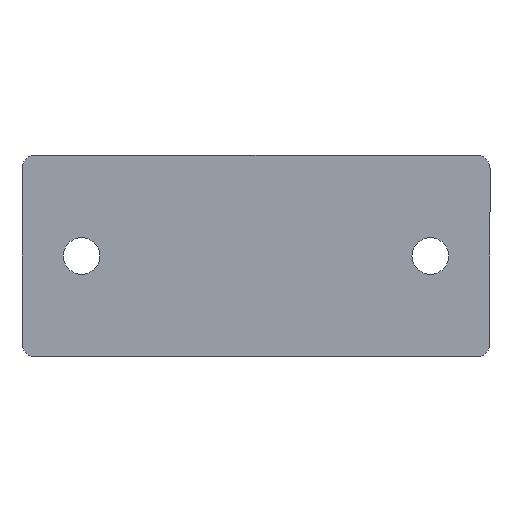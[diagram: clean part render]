
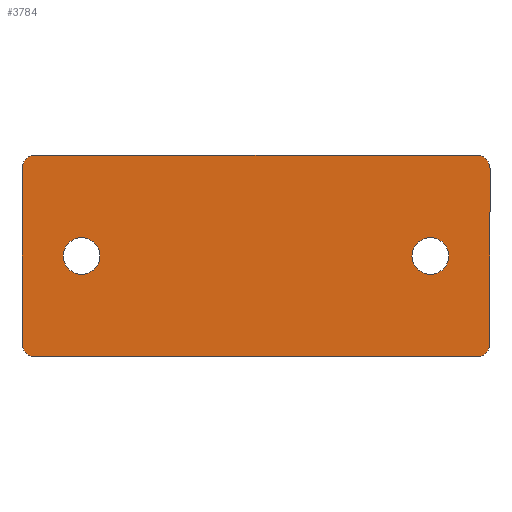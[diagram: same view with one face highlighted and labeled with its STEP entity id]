
A CAD part, front view. The second image highlights one B-rep face of the part: STEP entity #3784.
In plain terms, the highlighted planar face has unit normal (0, -1, 0).
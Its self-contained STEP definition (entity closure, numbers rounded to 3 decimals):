
#45 = EDGE_CURVE ( 'NONE', #1775, #4000, #3088, .T. ) ;
#125 = EDGE_CURVE ( 'NONE', #1496, #2945, #2056, .T. ) ;
#143 = DIRECTION ( 'NONE',  ( 1., 0., 0. ) ) ;
#179 = CARTESIAN_POINT ( 'NONE',  ( 48., 0., 22. ) ) ;
#198 = ORIENTED_EDGE ( 'NONE', *, *, #1178, .F. ) ;
#262 = CARTESIAN_POINT ( 'NONE',  ( 38., 0., -4. ) ) ;
#293 = EDGE_CURVE ( 'NONE', #1496, #3329, #495, .T. ) ;
#294 = DIRECTION ( 'NONE',  ( 0., 0., 1. ) ) ;
#296 = DIRECTION ( 'NONE',  ( 0., 1., 0. ) ) ;
#300 = CARTESIAN_POINT ( 'NONE',  ( 38., 0., 0. ) ) ;
#332 = EDGE_CURVE ( 'NONE', #3953, #1644, #453, .T. ) ;
#340 = EDGE_CURVE ( 'NONE', #3953, #2945, #521, .T. ) ;
#408 = CIRCLE ( 'NONE', #3365, 3. ) ;
#425 = ORIENTED_EDGE ( 'NONE', *, *, #463, .T. ) ;
#445 = CARTESIAN_POINT ( 'NONE',  ( -51., 0., 22. ) ) ;
#453 = CIRCLE ( 'NONE', #3839, 3. ) ;
#463 = EDGE_CURVE ( 'NONE', #4000, #1775, #907, .T. ) ;
#484 = VECTOR ( 'NONE', #2812, 1000. ) ;
#495 = LINE ( 'NONE', #2906, #3986 ) ;
#521 = LINE ( 'NONE', #2806, #484 ) ;
#526 = AXIS2_PLACEMENT_3D ( 'NONE', #1624, #898, #901 ) ;
#572 = CARTESIAN_POINT ( 'NONE',  ( 48., 0., -22. ) ) ;
#637 = FACE_OUTER_BOUND ( 'NONE', #1951, .T. ) ;
#682 = VECTOR ( 'NONE', #2228, 1000. ) ;
#775 = CARTESIAN_POINT ( 'NONE',  ( -48., 0., -22. ) ) ;
#856 = EDGE_LOOP ( 'NONE', ( #3422, #425 ) ) ;
#898 = DIRECTION ( 'NONE',  ( 0., 1., 0. ) ) ;
#901 = DIRECTION ( 'NONE',  ( 0., 0., 1. ) ) ;
#907 = CIRCLE ( 'NONE', #3725, 4. ) ;
#1027 = CARTESIAN_POINT ( 'NONE',  ( 51., 0., -19. ) ) ;
#1034 = LINE ( 'NONE', #2218, #682 ) ;
#1067 = VERTEX_POINT ( 'NONE', #2424 ) ;
#1098 = ORIENTED_EDGE ( 'NONE', *, *, #1189, .T. ) ;
#1178 = EDGE_CURVE ( 'NONE', #2555, #3826, #1034, .T. ) ;
#1189 = EDGE_CURVE ( 'NONE', #3947, #3826, #408, .T. ) ;
#1484 = EDGE_LOOP ( 'NONE', ( #1817, #3191 ) ) ;
#1496 = VERTEX_POINT ( 'NONE', #572 ) ;
#1556 = EDGE_CURVE ( 'NONE', #1067, #3274, #3573, .T. ) ;
#1606 = PLANE ( 'NONE',  #526 ) ;
#1624 = CARTESIAN_POINT ( 'NONE',  ( 0., 0., 0. ) ) ;
#1644 = VERTEX_POINT ( 'NONE', #179 ) ;
#1743 = CARTESIAN_POINT ( 'NONE',  ( -51., 0., 19. ) ) ;
#1775 = VERTEX_POINT ( 'NONE', #2217 ) ;
#1817 = ORIENTED_EDGE ( 'NONE', *, *, #2828, .T. ) ;
#1951 = EDGE_LOOP ( 'NONE', ( #2844, #2532, #2785, #1098, #198, #3106, #3299, #3909 ) ) ;
#2056 = CIRCLE ( 'NONE', #3265, 3. ) ;
#2162 = DIRECTION ( 'NONE',  ( 0., 0., 1. ) ) ;
#2164 = DIRECTION ( 'NONE',  ( 0., -1., 0. ) ) ;
#2175 = CARTESIAN_POINT ( 'NONE',  ( -48., 0., 19. ) ) ;
#2217 = CARTESIAN_POINT ( 'NONE',  ( -38., 0., -4. ) ) ;
#2218 = CARTESIAN_POINT ( 'NONE',  ( -51., 0., -22. ) ) ;
#2228 = DIRECTION ( 'NONE',  ( 0., 0., 1. ) ) ;
#2308 = DIRECTION ( 'NONE',  ( 0., 0., 1. ) ) ;
#2320 = DIRECTION ( 'NONE',  ( 0., 1., 0. ) ) ;
#2338 = CARTESIAN_POINT ( 'NONE',  ( 38., 0., 0. ) ) ;
#2353 = FACE_BOUND ( 'NONE', #1484, .T. ) ;
#2424 = CARTESIAN_POINT ( 'NONE',  ( 38., 0., 4. ) ) ;
#2532 = ORIENTED_EDGE ( 'NONE', *, *, #332, .T. ) ;
#2555 = VERTEX_POINT ( 'NONE', #3634 ) ;
#2701 = DIRECTION ( 'NONE',  ( 0., 0., 1. ) ) ;
#2711 = DIRECTION ( 'NONE',  ( 0., 1., 0. ) ) ;
#2718 = CARTESIAN_POINT ( 'NONE',  ( -38., 0., 0. ) ) ;
#2785 = ORIENTED_EDGE ( 'NONE', *, *, #3104, .F. ) ;
#2794 = DIRECTION ( 'NONE',  ( 0., 0., 1. ) ) ;
#2798 = DIRECTION ( 'NONE',  ( 0., -1., 0. ) ) ;
#2801 = CARTESIAN_POINT ( 'NONE',  ( 48., 0., 19. ) ) ;
#2806 = CARTESIAN_POINT ( 'NONE',  ( 51., 0., -22. ) ) ;
#2812 = DIRECTION ( 'NONE',  ( 0., 0., -1. ) ) ;
#2828 = EDGE_CURVE ( 'NONE', #3274, #1067, #3527, .T. ) ;
#2839 = AXIS2_PLACEMENT_3D ( 'NONE', #2338, #2320, #2308 ) ;
#2844 = ORIENTED_EDGE ( 'NONE', *, *, #340, .F. ) ;
#2878 = FACE_BOUND ( 'NONE', #856, .T. ) ;
#2906 = CARTESIAN_POINT ( 'NONE',  ( -51., 0., -22. ) ) ;
#2929 = LINE ( 'NONE', #445, #3923 ) ;
#2936 = DIRECTION ( 'NONE',  ( -1., 0., 0. ) ) ;
#2945 = VERTEX_POINT ( 'NONE', #1027 ) ;
#3046 = DIRECTION ( 'NONE',  ( 0., -1., 0. ) ) ;
#3049 = DIRECTION ( 'NONE',  ( 0., 0., 1. ) ) ;
#3050 = CARTESIAN_POINT ( 'NONE',  ( 48., 0., -19. ) ) ;
#3086 = DIRECTION ( 'NONE',  ( 0., 0., 1. ) ) ;
#3088 = CIRCLE ( 'NONE', #3311, 4. ) ;
#3091 = DIRECTION ( 'NONE',  ( 0., 1., 0. ) ) ;
#3101 = CARTESIAN_POINT ( 'NONE',  ( -38., 0., 0. ) ) ;
#3104 = EDGE_CURVE ( 'NONE', #3947, #1644, #2929, .T. ) ;
#3106 = ORIENTED_EDGE ( 'NONE', *, *, #3124, .T. ) ;
#3124 = EDGE_CURVE ( 'NONE', #2555, #3329, #3437, .T. ) ;
#3191 = ORIENTED_EDGE ( 'NONE', *, *, #1556, .T. ) ;
#3265 = AXIS2_PLACEMENT_3D ( 'NONE', #3050, #3046, #3049 ) ;
#3274 = VERTEX_POINT ( 'NONE', #262 ) ;
#3299 = ORIENTED_EDGE ( 'NONE', *, *, #293, .F. ) ;
#3311 = AXIS2_PLACEMENT_3D ( 'NONE', #3101, #3091, #3086 ) ;
#3329 = VERTEX_POINT ( 'NONE', #775 ) ;
#3365 = AXIS2_PLACEMENT_3D ( 'NONE', #2175, #2164, #2162 ) ;
#3370 = CARTESIAN_POINT ( 'NONE',  ( -38., 0., 4. ) ) ;
#3395 = CARTESIAN_POINT ( 'NONE',  ( 51., 0., 19. ) ) ;
#3401 = CARTESIAN_POINT ( 'NONE',  ( -48., 0., 22. ) ) ;
#3422 = ORIENTED_EDGE ( 'NONE', *, *, #45, .T. ) ;
#3437 = CIRCLE ( 'NONE', #3854, 3. ) ;
#3527 = CIRCLE ( 'NONE', #2839, 4. ) ;
#3573 = CIRCLE ( 'NONE', #3655, 4. ) ;
#3634 = CARTESIAN_POINT ( 'NONE',  ( -51., 0., -19. ) ) ;
#3655 = AXIS2_PLACEMENT_3D ( 'NONE', #300, #296, #294 ) ;
#3725 = AXIS2_PLACEMENT_3D ( 'NONE', #2718, #2711, #2701 ) ;
#3784 = ADVANCED_FACE ( 'NONE', ( #637, #2878, #2353 ), #1606, .F. ) ;
#3826 = VERTEX_POINT ( 'NONE', #1743 ) ;
#3839 = AXIS2_PLACEMENT_3D ( 'NONE', #2801, #2798, #2794 ) ;
#3854 = AXIS2_PLACEMENT_3D ( 'NONE', #4113, #3935, #3911 ) ;
#3909 = ORIENTED_EDGE ( 'NONE', *, *, #125, .T. ) ;
#3911 = DIRECTION ( 'NONE',  ( 0., 0., 1. ) ) ;
#3923 = VECTOR ( 'NONE', #143, 1000. ) ;
#3935 = DIRECTION ( 'NONE',  ( 0., -1., 0. ) ) ;
#3947 = VERTEX_POINT ( 'NONE', #3401 ) ;
#3953 = VERTEX_POINT ( 'NONE', #3395 ) ;
#3986 = VECTOR ( 'NONE', #2936, 1000. ) ;
#4000 = VERTEX_POINT ( 'NONE', #3370 ) ;
#4113 = CARTESIAN_POINT ( 'NONE',  ( -48., 0., -19. ) ) ;
